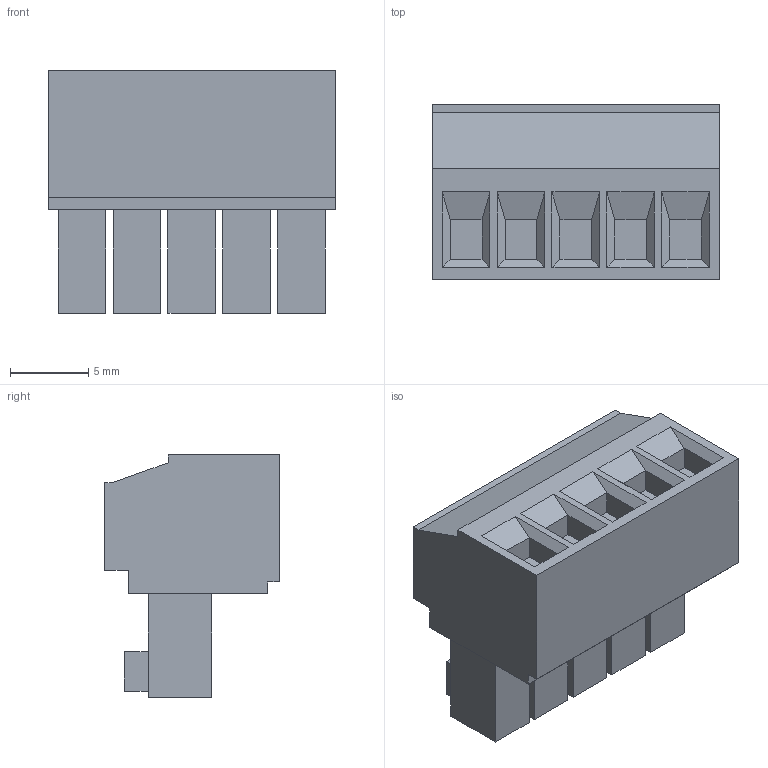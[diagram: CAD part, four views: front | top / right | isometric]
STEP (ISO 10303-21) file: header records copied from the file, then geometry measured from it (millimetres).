
FILE_DESCRIPTION((''),'2;1');
FILE_NAME('395005005','2015-01-12T',('me'),(''),'PRO/ENGINEER BY PARAMETRIC TECHNOLOGY CORPORATION, 2011490','PRO/ENGINEER BY PARAMETRIC TECHNOLOGY CORPORATION, 2011490','');
FILE_SCHEMA(('CONFIG_CONTROL_DESIGN'));
Length unit declared in the file: inch
Products named in the file (1): 395005005
Bounding box: 18.29 x 11.18 x 15.49 mm (x, y, z)
Volume: 1952.4 mm3; surface area: 1690.2 mm2
Topology: 1 solids, 1 shells, 232 faces, 555 edges, 370 vertices
Faces by surface type: plane 177, cylinder 45, cone 10
Entity records: 6658 total; most frequent: CARTESIAN_POINT 1138, DIRECTION 1131, ORIENTED_EDGE 1090, EDGE_CURVE 545, VECTOR 445, LINE 445, VERTEX_POINT 350, AXIS2_PLACEMENT_3D 343
